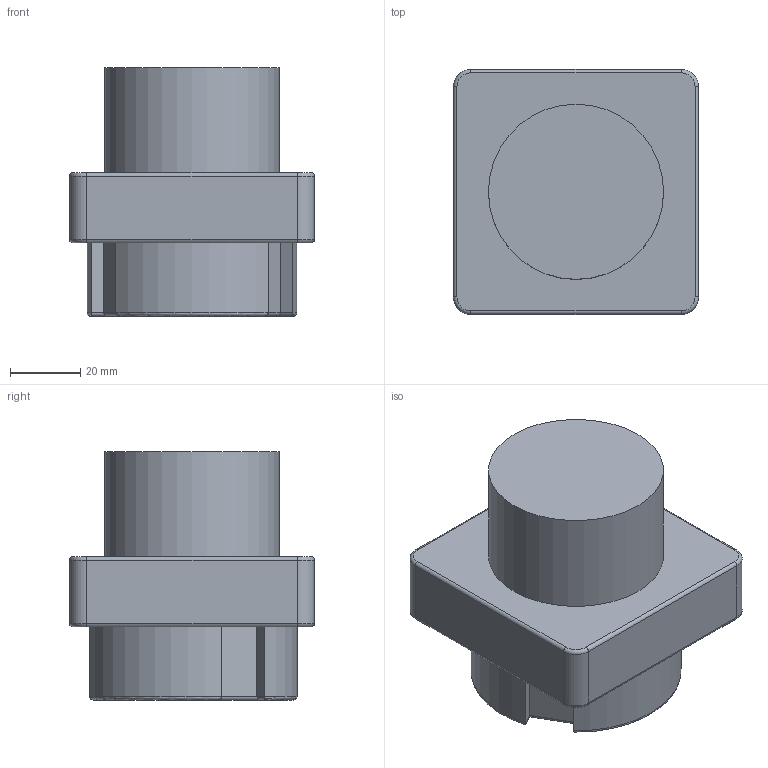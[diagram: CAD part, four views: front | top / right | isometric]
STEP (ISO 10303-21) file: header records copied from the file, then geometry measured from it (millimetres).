
FILE_DESCRIPTION(/* description */ (''),/* implementation_level */ '2;1');
FILE_NAME(/* name */ 'Adapter.stp',/* time_stamp */ '2022-09-21T13:57:43+10:00',/* author */ ('benni'),/* organization */ (''),/* preprocessor_version */ 'ST-DEVELOPER v19',/* originating_system */ 'Autodesk Inventor 2023',/* authorisation */ '');
FILE_SCHEMA (('AUTOMOTIVE_DESIGN { 1 0 10303 214 3 1 1 }'));
Length unit declared in the file: millimetre
Products named in the file (1): Adapter
Bounding box: 70 x 70 x 71 mm (x, y, z)
Volume: 211522.6 mm3; surface area: 24047.7 mm2
Topology: 1 solids, 1 shells, 53 faces, 119 edges, 70 vertices
Faces by surface type: cylinder 25, plane 17, torus 11
Full cylindrical faces by diameter (mm): 50 x1
Entity records: 1567 total; most frequent: CARTESIAN_POINT 321, DIRECTION 270, ORIENTED_EDGE 238, EDGE_CURVE 119, AXIS2_PLACEMENT_3D 103, VERTEX_POINT 70, LINE 64, VECTOR 64
